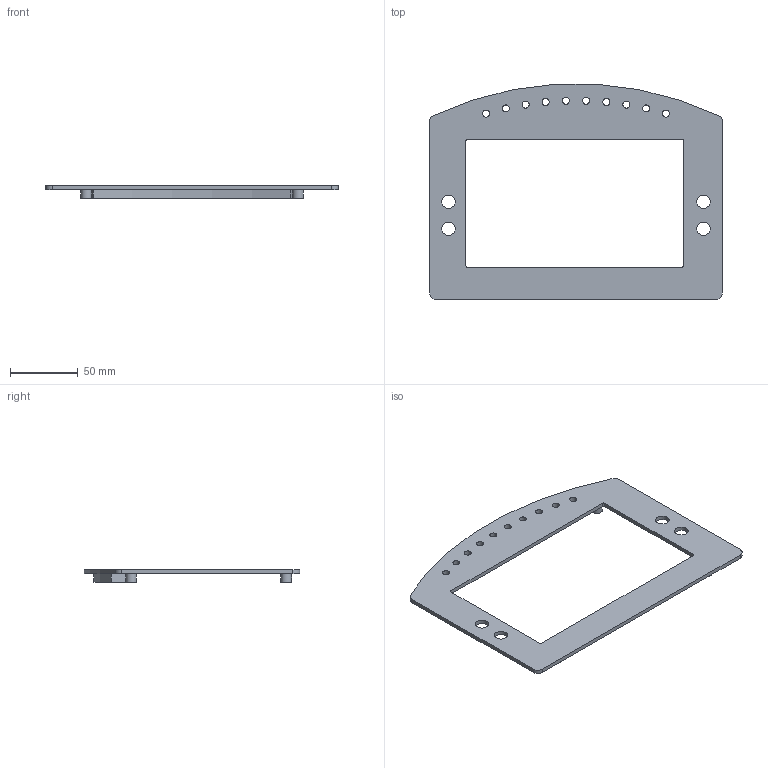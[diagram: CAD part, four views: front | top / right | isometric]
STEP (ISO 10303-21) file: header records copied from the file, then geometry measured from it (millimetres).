
FILE_DESCRIPTION(/* description */ ('STEP AP242','CAx-IF Rec.Pracs.---Representation and Presentation of Product Manufacturing Information (PMI)---4.0---2014-10-13','CAx-IF Rec.Pracs.---3D Tessellated Geometry---0.4---2014-09-14','2;1'),/* implementation_level */ '2;1');
FILE_NAME(/* name */ '68a1509248cd10186b7ce277',/* time_stamp */ '2025-08-17T03:46:47Z',/* author */ (''),/* organization */ (''),/* preprocessor_version */ 'ST-DEVELOPER v20',/* originating_system */ 'ONSHAPE BY PTC INC, 1.202',/* authorisation */ ' ');
FILE_SCHEMA (('AP242_MANAGED_MODEL_BASED_3D_ENGINEERING_MIM_LF { 1 0 10303 442 1 1 4 }'));
Length unit declared in the file: metre
Products named in the file (1): top
Bounding box: 216.9 x 159.51 x 9.3 mm (x, y, z)
Volume: 62478.9 mm3; surface area: 42785.1 mm2
Topology: 1 solids, 1 shells, 53 faces, 126 edges, 84 vertices
Faces by surface type: cylinder 33, plane 20
Full cylindrical faces by diameter (mm): 4 x4, 5.2 x10, 8 x4, 10 x4
Entity records: 1538 total; most frequent: DIRECTION 278, CARTESIAN_POINT 242, ORIENTED_EDGE 208, AXIS2_PLACEMENT_3D 120, EDGE_LOOP 114, FACE_BOUND 114, EDGE_CURVE 104, VERTEX_POINT 84
